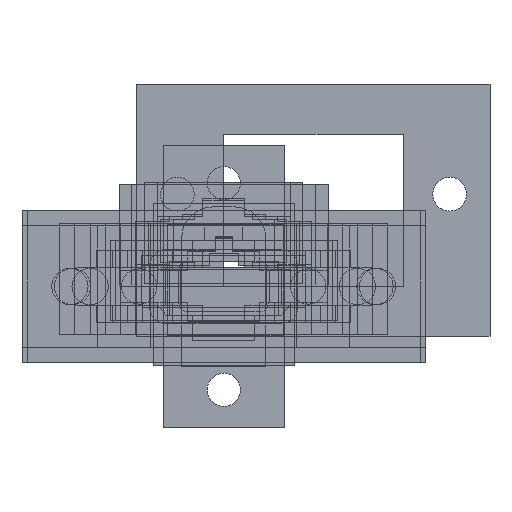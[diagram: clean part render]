
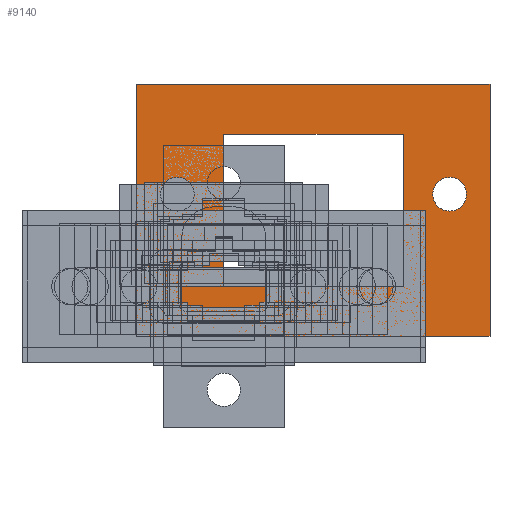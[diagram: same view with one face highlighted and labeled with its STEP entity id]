
A CAD part, front view. The second image highlights one B-rep face of the part: STEP entity #9140.
In plain terms, the highlighted planar face has unit normal (0, -1, 0).
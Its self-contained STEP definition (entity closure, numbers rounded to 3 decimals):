
#40=CIRCLE('',#9952,1.675);
#42=CIRCLE('',#9955,1.675);
#338=FACE_BOUND('',#1276,.T.);
#339=FACE_BOUND('',#1277,.T.);
#340=FACE_BOUND('',#1278,.T.);
#762=FACE_OUTER_BOUND('',#1275,.T.);
#1275=EDGE_LOOP('',(#8009,#8010,#8011,#8012));
#1276=EDGE_LOOP('',(#8013,#8014,#8015,#8016));
#1277=EDGE_LOOP('',(#8017));
#1278=EDGE_LOOP('',(#8018));
#2393=LINE('',#14614,#3591);
#2397=LINE('',#14622,#3595);
#2400=LINE('',#14628,#3598);
#2403=LINE('',#14633,#3601);
#2405=LINE('',#14638,#3603);
#2409=LINE('',#14646,#3607);
#2412=LINE('',#14652,#3610);
#2415=LINE('',#14657,#3613);
#3591=VECTOR('',#12044,10.);
#3595=VECTOR('',#12050,10.);
#3598=VECTOR('',#12055,10.);
#3601=VECTOR('',#12060,10.);
#3603=VECTOR('',#12064,10.);
#3607=VECTOR('',#12070,10.);
#3610=VECTOR('',#12075,10.);
#3613=VECTOR('',#12080,10.);
#4458=VERTEX_POINT('',#14602);
#4460=VERTEX_POINT('',#14608);
#4461=VERTEX_POINT('',#14612);
#4462=VERTEX_POINT('',#14613);
#4465=VERTEX_POINT('',#14621);
#4467=VERTEX_POINT('',#14627);
#4469=VERTEX_POINT('',#14636);
#4470=VERTEX_POINT('',#14637);
#4473=VERTEX_POINT('',#14645);
#4475=VERTEX_POINT('',#14651);
#5645=EDGE_CURVE('',#4458,#4458,#40,.T.);
#5648=EDGE_CURVE('',#4460,#4460,#42,.T.);
#5649=EDGE_CURVE('',#4461,#4462,#2393,.T.);
#5653=EDGE_CURVE('',#4465,#4461,#2397,.T.);
#5656=EDGE_CURVE('',#4467,#4465,#2400,.T.);
#5659=EDGE_CURVE('',#4462,#4467,#2403,.T.);
#5661=EDGE_CURVE('',#4469,#4470,#2405,.T.);
#5665=EDGE_CURVE('',#4473,#4469,#2409,.T.);
#5668=EDGE_CURVE('',#4475,#4473,#2412,.T.);
#5671=EDGE_CURVE('',#4470,#4475,#2415,.T.);
#8009=ORIENTED_EDGE('',*,*,#5671,.F.);
#8010=ORIENTED_EDGE('',*,*,#5661,.F.);
#8011=ORIENTED_EDGE('',*,*,#5665,.F.);
#8012=ORIENTED_EDGE('',*,*,#5668,.F.);
#8013=ORIENTED_EDGE('',*,*,#5659,.F.);
#8014=ORIENTED_EDGE('',*,*,#5649,.F.);
#8015=ORIENTED_EDGE('',*,*,#5653,.F.);
#8016=ORIENTED_EDGE('',*,*,#5656,.F.);
#8017=ORIENTED_EDGE('',*,*,#5648,.F.);
#8018=ORIENTED_EDGE('',*,*,#5645,.F.);
#8686=PLANE('',#9965);
#9140=ADVANCED_FACE('',(#762,#338,#339,#340),#8686,.F.);
#9952=AXIS2_PLACEMENT_3D('',#14604,#12033,#12034);
#9955=AXIS2_PLACEMENT_3D('',#14610,#12040,#12041);
#9965=AXIS2_PLACEMENT_3D('',#14660,#12084,#12085);
#12033=DIRECTION('center_axis',(0.,-1.,0.));
#12034=DIRECTION('ref_axis',(1.,0.,0.));
#12040=DIRECTION('center_axis',(0.,-1.,0.));
#12041=DIRECTION('ref_axis',(1.,0.,0.));
#12044=DIRECTION('',(1.,0.,0.));
#12050=DIRECTION('',(0.,0.,-1.));
#12055=DIRECTION('',(-1.,0.,0.));
#12060=DIRECTION('',(0.,0.,1.));
#12064=DIRECTION('',(1.,0.,0.));
#12070=DIRECTION('',(0.,0.,1.));
#12075=DIRECTION('',(-1.,0.,0.));
#12080=DIRECTION('',(0.,0.,-1.));
#12084=DIRECTION('center_axis',(0.,1.,0.));
#12085=DIRECTION('ref_axis',(1.,0.,0.));
#14602=CARTESIAN_POINT('',(-6.275,0.,9.15));
#14604=CARTESIAN_POINT('Origin',(-4.6,0.,9.15));
#14608=CARTESIAN_POINT('',(20.725,0.,9.15));
#14610=CARTESIAN_POINT('Origin',(22.4,0.,9.15));
#14612=CARTESIAN_POINT('',(0.,0.,0.));
#14613=CARTESIAN_POINT('',(17.8,0.,0.));
#14614=CARTESIAN_POINT('',(0.,0.,0.));
#14621=CARTESIAN_POINT('',(0.,0.,15.1));
#14622=CARTESIAN_POINT('',(0.,0.,15.1));
#14627=CARTESIAN_POINT('',(17.8,0.,15.1));
#14628=CARTESIAN_POINT('',(17.8,0.,15.1));
#14633=CARTESIAN_POINT('',(17.8,0.,0.));
#14636=CARTESIAN_POINT('',(-8.6,0.,20.05));
#14637=CARTESIAN_POINT('',(26.4,0.,20.05));
#14638=CARTESIAN_POINT('',(-8.6,0.,20.05));
#14645=CARTESIAN_POINT('',(-8.6,0.,-4.95));
#14646=CARTESIAN_POINT('',(-8.6,0.,-4.95));
#14651=CARTESIAN_POINT('',(26.4,0.,-4.95));
#14652=CARTESIAN_POINT('',(26.4,0.,-4.95));
#14657=CARTESIAN_POINT('',(26.4,0.,20.05));
#14660=CARTESIAN_POINT('Origin',(8.9,0.,7.55));
